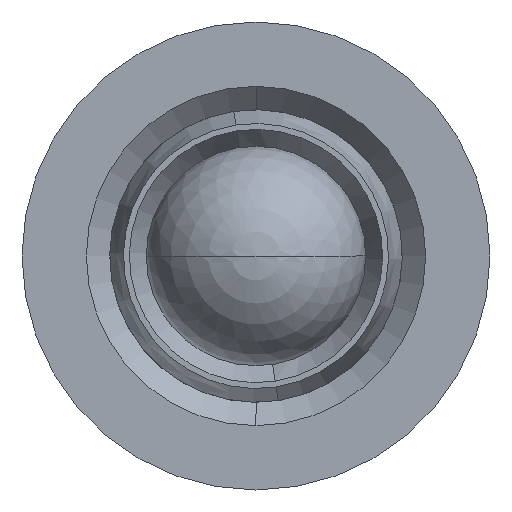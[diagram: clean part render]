
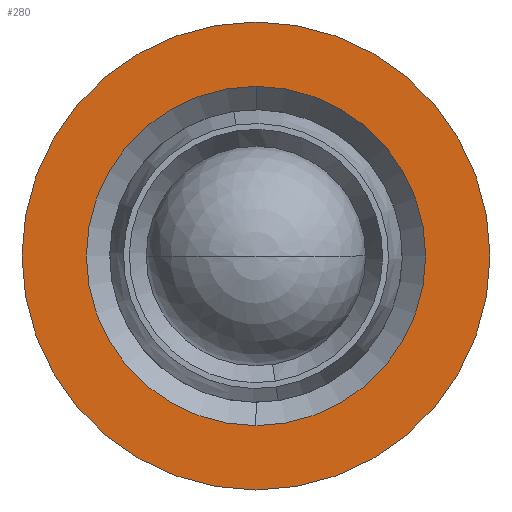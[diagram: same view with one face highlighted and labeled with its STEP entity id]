
A CAD part, left-side view. The second image highlights one B-rep face of the part: STEP entity #280.
In plain terms, the highlighted planar face has unit normal (-1, 0, 0).
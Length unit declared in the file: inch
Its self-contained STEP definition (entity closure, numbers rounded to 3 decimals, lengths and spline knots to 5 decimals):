
#34 = VERTEX_POINT ( 'NONE', #417 ) ;
#37 = VERTEX_POINT ( 'NONE', #419 ) ;
#59 = VERTEX_POINT ( 'NONE', #589 ) ;
#64 = EDGE_CURVE ( 'NONE', #59, #37, #548, .T. ) ;
#220 = EDGE_CURVE ( 'NONE', #222, #34, #827, .T. ) ;
#222 = VERTEX_POINT ( 'NONE', #824 ) ;
#226 = EDGE_LOOP ( 'NONE', ( #258, #272 ) ) ;
#258 = ORIENTED_EDGE ( 'NONE', *, *, #64, .T. ) ;
#259 = EDGE_LOOP ( 'NONE', ( #260, #262 ) ) ;
#260 = ORIENTED_EDGE ( 'NONE', *, *, #220, .T. ) ;
#262 = ORIENTED_EDGE ( 'NONE', *, *, #279, .T. ) ;
#272 = ORIENTED_EDGE ( 'NONE', *, *, #274, .T. ) ;
#274 = EDGE_CURVE ( 'NONE', #37, #59, #867, .T. ) ;
#279 = EDGE_CURVE ( 'NONE', #34, #222, #924, .T. ) ;
#280 = ADVANCED_FACE ( 'NONE', ( #920, #926 ), #869, .F. ) ;
#417 = CARTESIAN_POINT ( 'NONE',  ( 0.17831, 0.02792, -0.47173 ) ) ;
#419 = CARTESIAN_POINT ( 'NONE',  ( 0.17831, 0.02792, -0.41673 ) ) ;
#545 = DIRECTION ( 'NONE',  ( 0., 0., -1. ) ) ;
#546 = DIRECTION ( 'NONE',  ( 1., 0., 0. ) ) ;
#547 = AXIS2_PLACEMENT_3D ( 'NONE', #556, #546, #545 ) ;
#548 = CIRCLE ( 'NONE', #547, 0.145 ) ;
#556 = CARTESIAN_POINT ( 'NONE',  ( 0.17831, 0.02792, -0.27173 ) ) ;
#589 = CARTESIAN_POINT ( 'NONE',  ( 0.17831, 0.02792, -0.12673 ) ) ;
#789 = DIRECTION ( 'NONE',  ( 0., 0., 1. ) ) ;
#801 = CARTESIAN_POINT ( 'NONE',  ( 0.17831, 0.02792, -0.27173 ) ) ;
#802 = DIRECTION ( 'NONE',  ( -1., 0., 0. ) ) ;
#824 = CARTESIAN_POINT ( 'NONE',  ( 0.17831, 0.02792, -0.07173 ) ) ;
#827 = CIRCLE ( 'NONE', #834, 0.2 ) ;
#834 = AXIS2_PLACEMENT_3D ( 'NONE', #801, #802, #789 ) ;
#863 = DIRECTION ( 'NONE',  ( 0., 0., -1. ) ) ;
#864 = DIRECTION ( 'NONE',  ( 1., 0., 0. ) ) ;
#865 = CARTESIAN_POINT ( 'NONE',  ( 0.17831, 0.02792, -0.27173 ) ) ;
#866 = AXIS2_PLACEMENT_3D ( 'NONE', #865, #864, #863 ) ;
#867 = CIRCLE ( 'NONE', #866, 0.145 ) ;
#868 = CARTESIAN_POINT ( 'NONE',  ( 0.17831, 0.02792, -0.27173 ) ) ;
#869 = PLANE ( 'NONE',  #877 ) ;
#871 = CARTESIAN_POINT ( 'NONE',  ( 0.17831, 0.15292, -0.27173 ) ) ;
#877 = AXIS2_PLACEMENT_3D ( 'NONE', #871, #889, #916 ) ;
#889 = DIRECTION ( 'NONE',  ( 1., 0., 0. ) ) ;
#916 = DIRECTION ( 'NONE',  ( 0., 0., -1. ) ) ;
#920 = FACE_BOUND ( 'NONE', #226, .T. ) ;
#921 = DIRECTION ( 'NONE',  ( 0., 0., 1. ) ) ;
#922 = DIRECTION ( 'NONE',  ( -1., 0., 0. ) ) ;
#923 = AXIS2_PLACEMENT_3D ( 'NONE', #868, #922, #921 ) ;
#924 = CIRCLE ( 'NONE', #923, 0.2 ) ;
#926 = FACE_OUTER_BOUND ( 'NONE', #259, .T. ) ;
